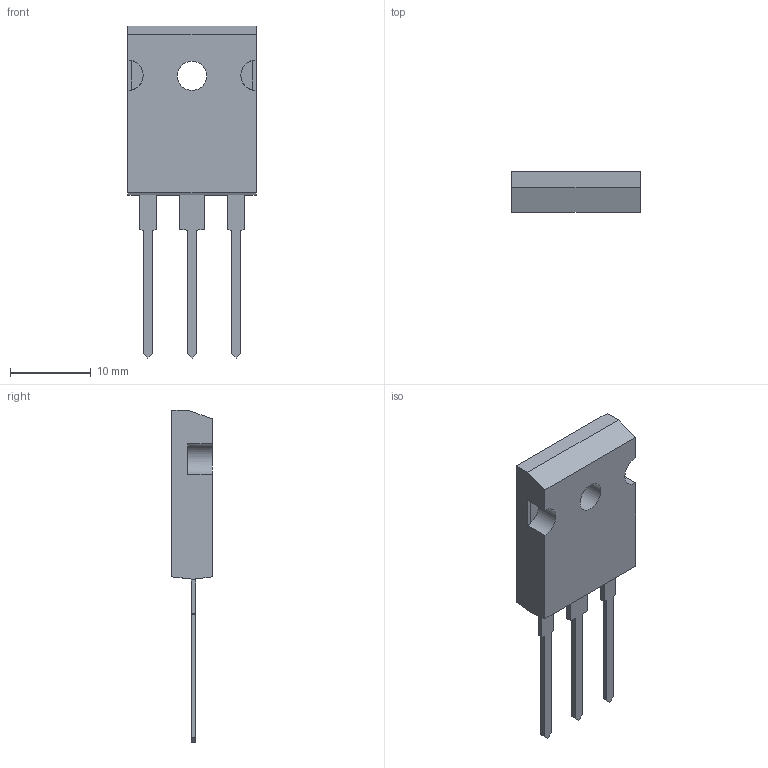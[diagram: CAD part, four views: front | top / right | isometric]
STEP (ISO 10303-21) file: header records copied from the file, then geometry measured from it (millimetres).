
FILE_DESCRIPTION(('FreeCAD Model'),'2;1');
FILE_NAME('TO-247-3_Vertical.step','2018-04-07T21:34:21',('kicad StepUp'),( 'ksu MCAD'),'Open CASCADE STEP processor 6.8','FreeCAD','Unknown');
FILE_SCHEMA(('AUTOMOTIVE_DESIGN_CC2 { 1 2 10303 214 -1 1 5 4 }'));
Length unit declared in the file: millimetre
Products named in the file (1): TO-247-3_Vertical
Bounding box: 15.9 x 5.03 x 41.1 mm (x, y, z)
Volume: 1598.9 mm3; surface area: 1306.5 mm2
Topology: 1 solids, 1 shells, 64 faces, 177 edges, 118 vertices
Faces by surface type: plane 59, cylinder 5
Full cylindrical faces by diameter (mm): 3.61 x1, 7.19 x1, 7.4 x1
Entity records: 1517 total; most frequent: ORIENTED_EDGE 282, CARTESIAN_POINT 188, EDGE_CURVE 177, LINE 158, VERTEX_POINT 118, DIRECTION 100, AXIS2_PLACEMENT_3D 72, FACE_BOUND 69
